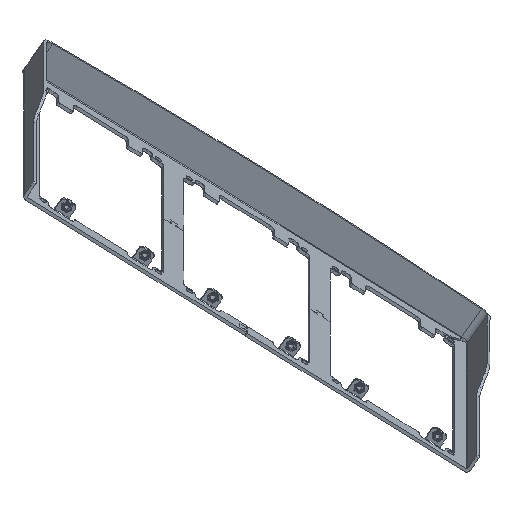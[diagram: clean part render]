
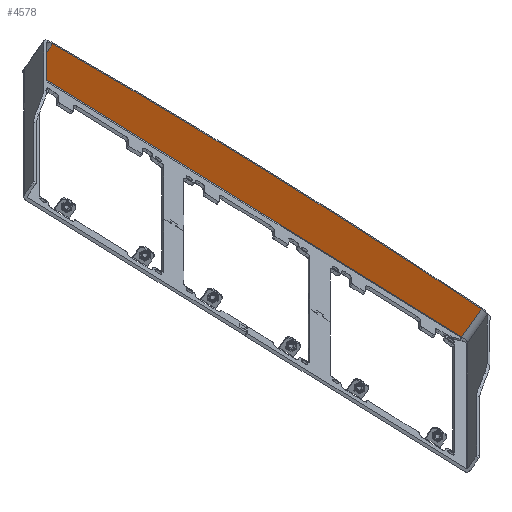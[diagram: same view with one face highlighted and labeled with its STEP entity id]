
A CAD part, front view. The second image highlights one B-rep face of the part: STEP entity #4578.
In plain terms, the highlighted face is planar.
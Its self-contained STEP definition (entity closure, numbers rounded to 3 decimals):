
#1020=CARTESIAN_POINT('Vertex',(148.,110.,2.5)) ;
#3166=CARTESIAN_POINT('Vertex',(-148.,110.,2.5)) ;
#3169=CARTESIAN_POINT('Line Origine',(74.,110.,2.5)) ;
#4524=CARTESIAN_POINT('Axis2P3D Location',(0.,110.,0.)) ;
#4529=CARTESIAN_POINT('Line Origine',(148.,110.,12.75)) ;
#4533=CARTESIAN_POINT('Vertex',(148.,110.,23.)) ;
#4536=CARTESIAN_POINT('Line Origine',(147.729,110.,23.)) ;
#4540=CARTESIAN_POINT('Vertex',(147.458,110.,23.)) ;
#4543=CARTESIAN_POINT('Axis2P3D Location',(0.,110.,-4324.5)) ;
#4547=CARTESIAN_POINT('Vertex',(0.,110.,25.5)) ;
#4550=CARTESIAN_POINT('Axis2P3D Location',(0.,110.,-4324.5)) ;
#4554=CARTESIAN_POINT('Vertex',(-147.458,110.,23.)) ;
#4557=CARTESIAN_POINT('Line Origine',(-147.729,110.,23.)) ;
#4561=CARTESIAN_POINT('Vertex',(-148.,110.,23.)) ;
#4564=CARTESIAN_POINT('Line Origine',(-148.,110.,12.75)) ;
#3170=DIRECTION('Vector Direction',(1.,0.,0.)) ;
#4525=DIRECTION('Axis2P3D Direction',(0.,-1.,0.)) ;
#4526=DIRECTION('Axis2P3D XDirection',(1.,0.,0.)) ;
#4530=DIRECTION('Vector Direction',(0.,0.,1.)) ;
#4537=DIRECTION('Vector Direction',(1.,0.,0.)) ;
#4544=DIRECTION('Axis2P3D Direction',(0.,-1.,0.)) ;
#4551=DIRECTION('Axis2P3D Direction',(0.,-1.,0.)) ;
#4558=DIRECTION('Vector Direction',(1.,0.,0.)) ;
#4565=DIRECTION('Vector Direction',(0.,0.,1.)) ;
#4527=AXIS2_PLACEMENT_3D('Plane Axis2P3D',#4524,#4525,#4526) ;
#4545=AXIS2_PLACEMENT_3D('Circle Axis2P3D',#4543,#4544,$) ;
#4552=AXIS2_PLACEMENT_3D('Circle Axis2P3D',#4550,#4551,$) ;
#4570=ORIENTED_EDGE('',*,*,#4535,.T.) ;
#4571=ORIENTED_EDGE('',*,*,#4542,.F.) ;
#4572=ORIENTED_EDGE('',*,*,#4549,.F.) ;
#4573=ORIENTED_EDGE('',*,*,#4556,.T.) ;
#4574=ORIENTED_EDGE('',*,*,#4563,.T.) ;
#4575=ORIENTED_EDGE('',*,*,#4568,.F.) ;
#4576=ORIENTED_EDGE('',*,*,#3173,.F.) ;
#3171=VECTOR('Line Direction',#3170,1.) ;
#4531=VECTOR('Line Direction',#4530,1.) ;
#4538=VECTOR('Line Direction',#4537,1.) ;
#4559=VECTOR('Line Direction',#4558,1.) ;
#4566=VECTOR('Line Direction',#4565,1.) ;
#4578=ADVANCED_FACE('PartBody',(#4577),#4528,.T.) ;
#4546=CIRCLE('generated circle',#4545,4350.) ;
#4553=CIRCLE('generated circle',#4552,4350.) ;
#3173=EDGE_CURVE('',#1021,#3167,#3172,.F.) ;
#4535=EDGE_CURVE('',#1021,#4534,#4532,.T.) ;
#4542=EDGE_CURVE('',#4541,#4534,#4539,.T.) ;
#4549=EDGE_CURVE('',#4548,#4541,#4546,.F.) ;
#4556=EDGE_CURVE('',#4548,#4555,#4553,.T.) ;
#4563=EDGE_CURVE('',#4555,#4562,#4560,.F.) ;
#4568=EDGE_CURVE('',#3167,#4562,#4567,.T.) ;
#4569=EDGE_LOOP('',(#4570,#4571,#4572,#4573,#4574,#4575,#4576)) ;
#4577=FACE_OUTER_BOUND('',#4569,.T.) ;
#3172=LINE('Line',#3169,#3171) ;
#4532=LINE('Line',#4529,#4531) ;
#4539=LINE('Line',#4536,#4538) ;
#4560=LINE('Line',#4557,#4559) ;
#4567=LINE('Line',#4564,#4566) ;
#4528=PLANE('',#4527) ;
#1021=VERTEX_POINT('',#1020) ;
#3167=VERTEX_POINT('',#3166) ;
#4534=VERTEX_POINT('',#4533) ;
#4541=VERTEX_POINT('',#4540) ;
#4548=VERTEX_POINT('',#4547) ;
#4555=VERTEX_POINT('',#4554) ;
#4562=VERTEX_POINT('',#4561) ;
